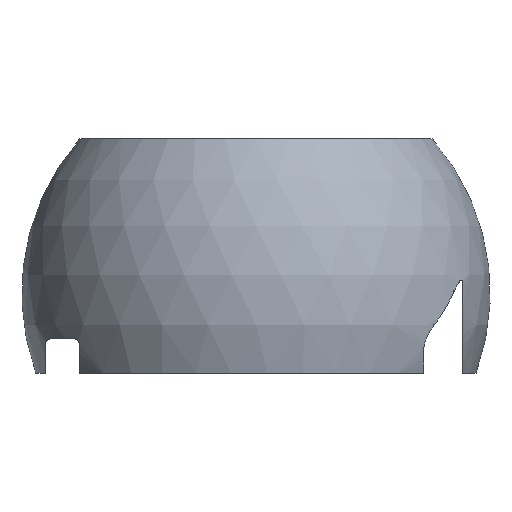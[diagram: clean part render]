
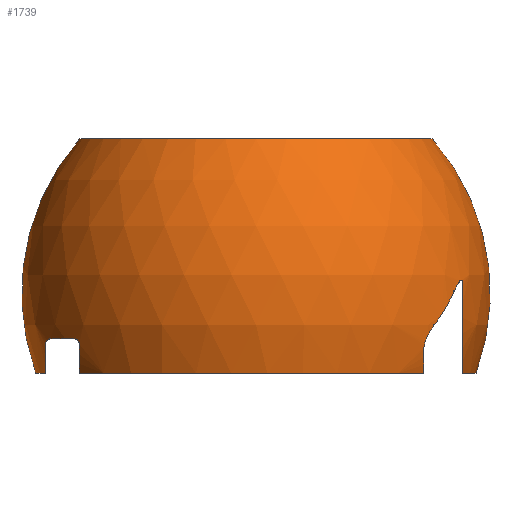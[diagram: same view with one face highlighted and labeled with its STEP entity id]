
A CAD part, left-side view. The second image highlights one B-rep face of the part: STEP entity #1739.
In plain terms, the highlighted spherical face has radius 20.5 mm.
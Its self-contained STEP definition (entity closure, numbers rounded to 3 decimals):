
#2=CARTESIAN_POINT('',(-7.408,0.,5.187));
#3=DIRECTION('',(-0.819,0.,0.574));
#4=DIRECTION('',(-0.309,-0.843,-0.441));
#5=AXIS2_PLACEMENT_3D('',#2,#3,#4);
#7=CARTESIAN_POINT('',(0.,-14.7,0.));
#8=DIRECTION('',(0.,-1.,0.));
#9=DIRECTION('',(-0.941,0.,-0.338));
#10=AXIS2_PLACEMENT_3D('',#7,#8,#9);
#12=CARTESIAN_POINT('',(0.,0.,-7.));
#13=DIRECTION('',(0.,0.,1.));
#14=DIRECTION('',(-0.598,0.802,0.));
#15=AXIS2_PLACEMENT_3D('',#12,#13,#14);
#17=CARTESIAN_POINT('',(0.,15.45,0.));
#18=DIRECTION('',(0.,-1.,0.));
#19=DIRECTION('',(-0.943,0.,-0.334));
#20=AXIS2_PLACEMENT_3D('',#17,#18,#19);
#22=CARTESIAN_POINT('',(0.,0.,-4.));
#23=DIRECTION('',(0.,0.,1.));
#24=DIRECTION('',(-0.451,0.893,0.));
#25=AXIS2_PLACEMENT_3D('',#22,#23,#24);
#27=CARTESIAN_POINT('',(0.,18.45,0.));
#28=DIRECTION('',(0.,1.,0.));
#29=DIRECTION('',(-0.622,0.,-0.783));
#30=AXIS2_PLACEMENT_3D('',#27,#28,#29);
#32=CARTESIAN_POINT('',(0.,0.,-7.));
#33=DIRECTION('',(0.,0.,1.));
#34=DIRECTION('',(0.,1.,0.));
#35=AXIS2_PLACEMENT_3D('',#32,#33,#34);
#37=CARTESIAN_POINT('',(0.,0.,13.5));
#38=DIRECTION('',(0.,0.,1.));
#39=DIRECTION('',(0.,1.,0.));
#40=AXIS2_PLACEMENT_3D('',#37,#38,#39);
#42=CARTESIAN_POINT('',(0.,0.,-7.));
#43=DIRECTION('',(0.,0.,1.));
#44=DIRECTION('',(-0.343,-0.939,0.));
#45=AXIS2_PLACEMENT_3D('',#42,#43,#44);
#47=CARTESIAN_POINT('',(0.,-18.1,0.));
#48=DIRECTION('',(0.,-1.,0.));
#49=DIRECTION('',(-0.998,0.,0.068));
#50=AXIS2_PLACEMENT_3D('',#47,#48,#49);
#65=CARTESIAN_POINT('',(-10.998,-17.3,0.061));
#66=CARTESIAN_POINT('',(-10.949,-17.331,0.13));
#67=CARTESIAN_POINT('',(-10.854,-17.389,0.26));
#68=CARTESIAN_POINT('',(-10.722,-17.468,0.426));
#69=CARTESIAN_POINT('',(-10.598,-17.539,0.57));
#70=CARTESIAN_POINT('',(-10.479,-17.606,0.698));
#71=CARTESIAN_POINT('',(-10.365,-17.668,0.81));
#72=CARTESIAN_POINT('',(-10.255,-17.728,0.908));
#73=CARTESIAN_POINT('',(-10.149,-17.784,0.991));
#74=CARTESIAN_POINT('',(-10.044,-17.84,1.061));
#75=CARTESIAN_POINT('',(-9.941,-17.894,1.113));
#76=CARTESIAN_POINT('',(-9.844,-17.946,1.142));
#77=CARTESIAN_POINT('',(-9.751,-17.997,1.141));
#78=CARTESIAN_POINT('',(-9.671,-18.043,1.089));
#79=CARTESIAN_POINT('',(-9.627,-18.071,1.005));
#80=CARTESIAN_POINT('',(-9.604,-18.088,0.904));
#81=CARTESIAN_POINT('',(-9.597,-18.098,0.788));
#82=CARTESIAN_POINT('',(-9.599,-18.1,0.703));
#83=CARTESIAN_POINT('',(-9.602,-18.1,0.659));
#706=CARTESIAN_POINT('',(0.,0.,0.));
#707=DIRECTION('',(-1.,0.,0.));
#708=DIRECTION('',(0.,-0.94,-0.341));
#709=AXIS2_PLACEMENT_3D('',#706,#707,#708);
#716=CARTESIAN_POINT('',(0.,0.,0.));
#717=DIRECTION('',(1.,0.,0.));
#718=DIRECTION('',(0.,0.94,-0.341));
#719=AXIS2_PLACEMENT_3D('',#716,#717,#718);
#1061=CARTESIAN_POINT('',(-13.447,-14.7,-4.831));
#1062=CARTESIAN_POINT('',(-13.474,-14.7,-4.757));
#1063=CARTESIAN_POINT('',(-13.512,-14.715,
-4.6));
#1064=CARTESIAN_POINT('',(-13.533,-14.776,
-4.339));
#1065=CARTESIAN_POINT('',(-13.52,-14.858,
-4.091));
#1066=CARTESIAN_POINT('',(-13.484,-14.953,
-3.857));
#1067=CARTESIAN_POINT('',(-13.428,-15.058,
-3.634));
#1068=CARTESIAN_POINT('',(-13.351,-15.179,
-3.41));
#1069=CARTESIAN_POINT('',(-13.247,-15.32,
-3.177));
#1070=CARTESIAN_POINT('',(-13.15,-15.436,
-3.012));
#1071=CARTESIAN_POINT('',(-13.092,-15.5,-2.931));
#1184=CARTESIAN_POINT('',(-12.241,15.95,-4.));
#1185=CARTESIAN_POINT('',(-12.291,15.912,-4.));
#1186=CARTESIAN_POINT('',(-12.384,15.837,
-4.009));
#1187=CARTESIAN_POINT('',(-12.505,15.733,
-4.045));
#1188=CARTESIAN_POINT('',(-12.603,15.639,
-4.103));
#1189=CARTESIAN_POINT('',(-12.677,15.559,
-4.182));
#1190=CARTESIAN_POINT('',(-12.72,15.497,
-4.278));
#1191=CARTESIAN_POINT('',(-12.73,15.459,
-4.383));
#1192=CARTESIAN_POINT('',(-12.714,15.45,-4.461));
#1193=CARTESIAN_POINT('',(-12.7,15.45,-4.5));
#1234=CARTESIAN_POINT('',(-7.72,18.45,-4.5));
#1235=CARTESIAN_POINT('',(-7.736,18.45,-4.473));
#1236=CARTESIAN_POINT('',(-7.777,18.446,
-4.42));
#1237=CARTESIAN_POINT('',(-7.86,18.428,
-4.346));
#1238=CARTESIAN_POINT('',(-7.963,18.4,
-4.278));
#1239=CARTESIAN_POINT('',(-8.078,18.364,
-4.216));
#1240=CARTESIAN_POINT('',(-8.208,18.319,
-4.16));
#1241=CARTESIAN_POINT('',(-8.347,18.267,
-4.111));
#1242=CARTESIAN_POINT('',(-8.499,18.207,
-4.069));
#1243=CARTESIAN_POINT('',(-8.666,18.136,
-4.033));
#1244=CARTESIAN_POINT('',(-8.85,18.052,
-4.008));
#1245=CARTESIAN_POINT('',(-8.987,17.986,-4.));
#1246=CARTESIAN_POINT('',(-9.058,17.95,-4.));
#1419=CARTESIAN_POINT('',(0.,15.427,13.5));
#1420=CARTESIAN_POINT('',(0.,-15.427,13.5));
#1421=VERTEX_POINT('',#1419);
#1422=VERTEX_POINT('',#1420);
#1427=CARTESIAN_POINT('',(0.,19.268,-7.));
#1428=VERTEX_POINT('',#1427);
#1429=CARTESIAN_POINT('',(0.,-19.268,-7.));
#1430=VERTEX_POINT('',#1429);
#1461=CARTESIAN_POINT('',(-11.513,15.45,-7.));
#1463=VERTEX_POINT('',#1461);
#1469=CARTESIAN_POINT('',(-5.554,18.45,-7.));
#1471=VERTEX_POINT('',#1469);
#1478=CARTESIAN_POINT('',(-9.058,17.95,-4.));
#1480=VERTEX_POINT('',#1478);
#1482=CARTESIAN_POINT('',(-7.72,18.45,-4.5));
#1484=VERTEX_POINT('',#1482);
#1494=CARTESIAN_POINT('',(-12.7,15.45,-4.5));
#1496=VERTEX_POINT('',#1494);
#1498=CARTESIAN_POINT('',(-12.241,15.95,-4.));
#1500=VERTEX_POINT('',#1498);
#1514=CARTESIAN_POINT('',(-12.456,-14.7,-7.));
#1516=VERTEX_POINT('',#1514);
#1522=CARTESIAN_POINT('',(-6.606,-18.1,-7.));
#1524=VERTEX_POINT('',#1522);
#1547=CARTESIAN_POINT('',(-9.602,-18.1,0.659));
#1548=VERTEX_POINT('',#1547);
#1551=CARTESIAN_POINT('',(-13.092,-15.5,-2.931));
#1552=CARTESIAN_POINT('',(-10.998,-17.3,0.061));
#1553=VERTEX_POINT('',#1551);
#1554=VERTEX_POINT('',#1552);
#1567=CARTESIAN_POINT('',(-13.447,-14.7,-4.831));
#1569=VERTEX_POINT('',#1567);
#1700=CARTESIAN_POINT('',(0.,0.,0.));
#1701=DIRECTION('',(0.,0.,1.));
#1702=DIRECTION('',(0.,1.,0.));
#1703=AXIS2_PLACEMENT_3D('',#1700,#1701,#1702);
#1704=SPHERICAL_SURFACE('',#1703,20.5);
#1706=ORIENTED_EDGE('',*,*,#1705,.F.);
#1708=ORIENTED_EDGE('',*,*,#1707,.F.);
#1710=ORIENTED_EDGE('',*,*,#1709,.T.);
#1712=ORIENTED_EDGE('',*,*,#1711,.F.);
#1714=ORIENTED_EDGE('',*,*,#1713,.F.);
#1716=ORIENTED_EDGE('',*,*,#1715,.F.);
#1718=ORIENTED_EDGE('',*,*,#1717,.F.);
#1720=ORIENTED_EDGE('',*,*,#1719,.F.);
#1722=ORIENTED_EDGE('',*,*,#1721,.F.);
#1724=ORIENTED_EDGE('',*,*,#1723,.F.);
#1726=ORIENTED_EDGE('',*,*,#1725,.T.);
#1728=ORIENTED_EDGE('',*,*,#1727,.T.);
#1730=ORIENTED_EDGE('',*,*,#1729,.F.);
#1732=ORIENTED_EDGE('',*,*,#1731,.F.);
#1734=ORIENTED_EDGE('',*,*,#1733,.F.);
#1736=ORIENTED_EDGE('',*,*,#1735,.F.);
#1737=EDGE_LOOP('',(#1706,#1708,#1710,#1712,#1714,#1716,#1718,#1720,#1722,#1724,
#1726,#1728,#1730,#1732,#1734,#1736));
#1738=FACE_OUTER_BOUND('',#1737,.F.);
#1739=ADVANCED_FACE('',(#1738),#1704,.T.);
#6=CIRCLE('',#5,18.397);
#11=CIRCLE('',#10,14.288);
#16=CIRCLE('',#15,19.268);
#21=CIRCLE('',#20,13.474);
#26=CIRCLE('',#25,20.106);
#31=CIRCLE('',#30,8.936);
#36=CIRCLE('',#35,19.268);
#41=CIRCLE('',#40,15.427);
#46=CIRCLE('',#45,19.268);
#51=CIRCLE('',#50,9.625);
#84=B_SPLINE_CURVE_WITH_KNOTS('',3,(#65,#66,#67,#68,#69,#70,#71,#72,#73,#74,#75,
#76,#77,#78,#79,#80,#81,#82,#83),.UNSPECIFIED.,.F.,.F.,(4,1,1,1,1,1,1,1,1,1,1,1,
1,1,1,1,4),(0.,0.063,0.125,0.188,0.25,0.313,0.375,0.438,
0.5,0.563,0.625,0.688,0.75,0.813,0.875,0.938,1.),
.UNSPECIFIED.);
#710=CIRCLE('',#709,20.5);
#720=CIRCLE('',#719,20.5);
#1072=B_SPLINE_CURVE_WITH_KNOTS('',3,(#1061,#1062,#1063,#1064,#1065,#1066,#1067,
#1068,#1069,#1070,#1071),.UNSPECIFIED.,.F.,.F.,(4,1,1,1,1,1,1,1,4),(0.,
0.125,0.25,0.375,0.5,0.625,0.75,0.875,1.),.UNSPECIFIED.);
#1194=B_SPLINE_CURVE_WITH_KNOTS('',3,(#1184,#1185,#1186,#1187,#1188,#1189,#1190,
#1191,#1192,#1193),.UNSPECIFIED.,.F.,.F.,(4,1,1,1,1,1,1,4),(0.,
0.143,0.286,0.429,0.571,
0.714,0.857,1.),.UNSPECIFIED.);
#1247=B_SPLINE_CURVE_WITH_KNOTS('',3,(#1234,#1235,#1236,#1237,#1238,#1239,#1240,
#1241,#1242,#1243,#1244,#1245,#1246),.UNSPECIFIED.,.F.,.F.,(4,1,1,1,1,1,1,1,1,1,
4),(0.,0.1,0.2,0.3,0.4,0.5,0.6,0.7,0.8,0.9,1.),
.UNSPECIFIED.);
#1705=EDGE_CURVE('',#1553,#1554,#6,.T.);
#1707=EDGE_CURVE('',#1569,#1553,#1072,.T.);
#1709=EDGE_CURVE('',#1569,#1516,#11,.T.);
#1711=EDGE_CURVE('',#1463,#1516,#16,.T.);
#1713=EDGE_CURVE('',#1496,#1463,#21,.T.);
#1715=EDGE_CURVE('',#1500,#1496,#1194,.T.);
#1717=EDGE_CURVE('',#1480,#1500,#26,.T.);
#1719=EDGE_CURVE('',#1484,#1480,#1247,.T.);
#1721=EDGE_CURVE('',#1471,#1484,#31,.T.);
#1723=EDGE_CURVE('',#1428,#1471,#36,.T.);
#1725=EDGE_CURVE('',#1428,#1421,#720,.T.);
#1727=EDGE_CURVE('',#1421,#1422,#41,.T.);
#1729=EDGE_CURVE('',#1430,#1422,#710,.T.);
#1731=EDGE_CURVE('',#1524,#1430,#46,.T.);
#1733=EDGE_CURVE('',#1548,#1524,#51,.T.);
#1735=EDGE_CURVE('',#1554,#1548,#84,.T.);
